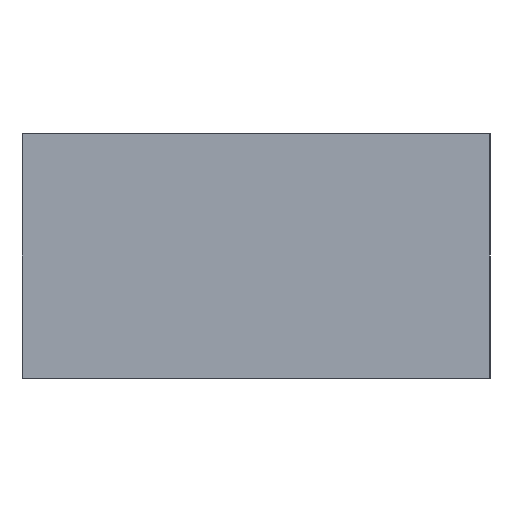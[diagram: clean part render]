
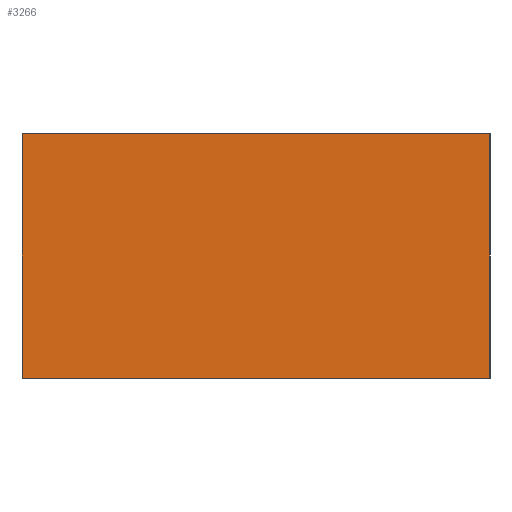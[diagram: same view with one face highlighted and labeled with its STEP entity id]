
A CAD part, left-side view. The second image highlights one B-rep face of the part: STEP entity #3266.
In plain terms, the highlighted planar face has unit normal (-1, 0, 0).
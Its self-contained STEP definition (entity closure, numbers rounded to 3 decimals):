
#2785=CARTESIAN_POINT('',(-3.994,-0.172,22.225));
#2786=VERTEX_POINT('',#2785);
#2787=CARTESIAN_POINT('',(-3.994,-0.172,93.225));
#2788=VERTEX_POINT('',#2787);
#2789=CARTESIAN_POINT('',(-3.994,-0.172,22.225));
#2790=DIRECTION('',(0.,0.,1.));
#2791=VECTOR('',#2790,71.);
#2792=LINE('',#2789,#2791);
#2793=EDGE_CURVE('',#2786,#2788,#2792,.T.);
#3086=CARTESIAN_POINT('',(-3.994,135.828,22.225));
#3087=VERTEX_POINT('',#3086);
#3088=CARTESIAN_POINT('',(-3.994,135.828,22.225));
#3089=DIRECTION('',(-0.,-1.,-0.));
#3090=VECTOR('',#3089,135.999);
#3091=LINE('',#3088,#3090);
#3092=EDGE_CURVE('',#3087,#2786,#3091,.T.);
#3206=CARTESIAN_POINT('',(-3.994,135.828,93.225));
#3207=VERTEX_POINT('',#3206);
#3214=CARTESIAN_POINT('',(-3.994,72.385,93.225));
#3215=VERTEX_POINT('',#3214);
#3216=CARTESIAN_POINT('',(-3.994,72.385,93.225));
#3217=DIRECTION('',(0.,1.,0.));
#3218=VECTOR('',#3217,63.443);
#3219=LINE('',#3216,#3218);
#3220=EDGE_CURVE('',#3215,#3207,#3219,.T.);
#3222=CARTESIAN_POINT('',(-3.994,-0.172,93.225));
#3223=DIRECTION('',(0.,1.,0.));
#3224=VECTOR('',#3223,72.557);
#3225=LINE('',#3222,#3224);
#3226=EDGE_CURVE('',#2788,#3215,#3225,.T.);
#3249=CARTESIAN_POINT('',(-3.994,138.579,81.725));
#3250=DIRECTION('',(-1.,0.,-0.));
#3251=DIRECTION('',(0.,-0.,-1.));
#3252=AXIS2_PLACEMENT_3D('',#3249,#3250,#3251);
#3253=PLANE('',#3252);
#3254=ORIENTED_EDGE('',*,*,#3226,.T.);
#3255=ORIENTED_EDGE('',*,*,#3220,.T.);
#3256=CARTESIAN_POINT('',(-3.994,135.828,93.225));
#3257=DIRECTION('',(0.,-0.,-1.));
#3258=VECTOR('',#3257,71.);
#3259=LINE('',#3256,#3258);
#3260=EDGE_CURVE('',#3207,#3087,#3259,.T.);
#3261=ORIENTED_EDGE('',*,*,#3260,.T.);
#3262=ORIENTED_EDGE('',*,*,#3092,.T.);
#3263=ORIENTED_EDGE('',*,*,#2793,.T.);
#3264=EDGE_LOOP('',(#3254,#3255,#3261,#3262,#3263));
#3265=FACE_BOUND('',#3264,.T.);
#3266=ADVANCED_FACE('',(#3265),#3253,.T.);
